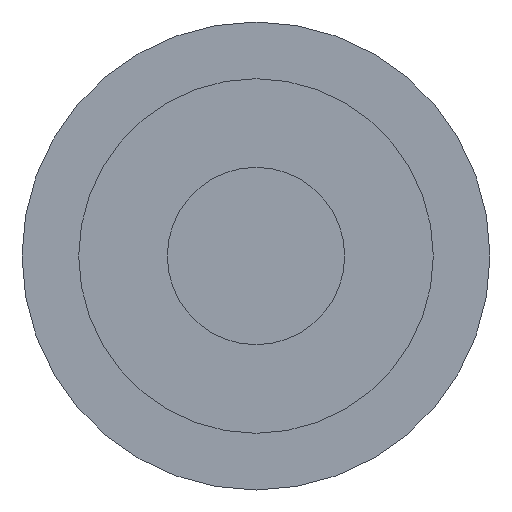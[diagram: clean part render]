
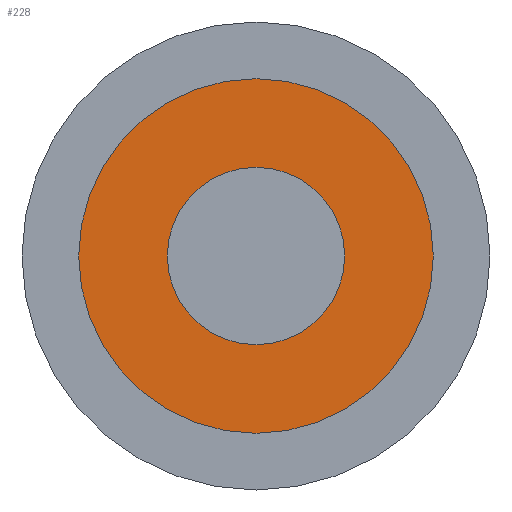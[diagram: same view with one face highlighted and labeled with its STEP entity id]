
A CAD part, left-side view. The second image highlights one B-rep face of the part: STEP entity #228.
In plain terms, the highlighted planar face has unit normal (-1, 0, 0).
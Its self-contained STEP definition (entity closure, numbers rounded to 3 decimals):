
#43=FACE_BOUND('',#76,.T.);
#55=FACE_OUTER_BOUND('',#75,.T.);
#75=EDGE_LOOP('',(#171));
#76=EDGE_LOOP('',(#172));
#100=CIRCLE('',#265,10.);
#101=CIRCLE('',#267,20.);
#118=VERTEX_POINT('',#393);
#119=VERTEX_POINT('',#397);
#137=EDGE_CURVE('',#118,#118,#100,.T.);
#139=EDGE_CURVE('',#119,#119,#101,.T.);
#171=ORIENTED_EDGE('',*,*,#139,.F.);
#172=ORIENTED_EDGE('',*,*,#137,.T.);
#216=PLANE('',#266);
#228=ADVANCED_FACE('',(#55,#43),#216,.T.);
#265=AXIS2_PLACEMENT_3D('',#394,#314,#315);
#266=AXIS2_PLACEMENT_3D('',#396,#317,#318);
#267=AXIS2_PLACEMENT_3D('',#398,#319,#320);
#314=DIRECTION('center_axis',(1.,0.,0.));
#315=DIRECTION('ref_axis',(0.,1.,0.));
#317=DIRECTION('center_axis',(-1.,0.,0.));
#318=DIRECTION('ref_axis',(0.,0.,1.));
#319=DIRECTION('center_axis',(1.,0.,0.));
#320=DIRECTION('ref_axis',(0.,1.,0.));
#393=CARTESIAN_POINT('',(-321.,-10.,0.));
#394=CARTESIAN_POINT('Origin',(-321.,0.,0.));
#396=CARTESIAN_POINT('Origin',(-321.,20.,0.));
#397=CARTESIAN_POINT('',(-321.,-20.,0.));
#398=CARTESIAN_POINT('Origin',(-321.,0.,0.));
